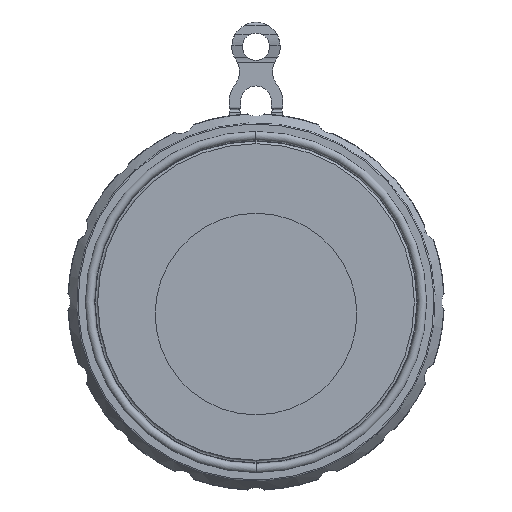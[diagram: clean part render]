
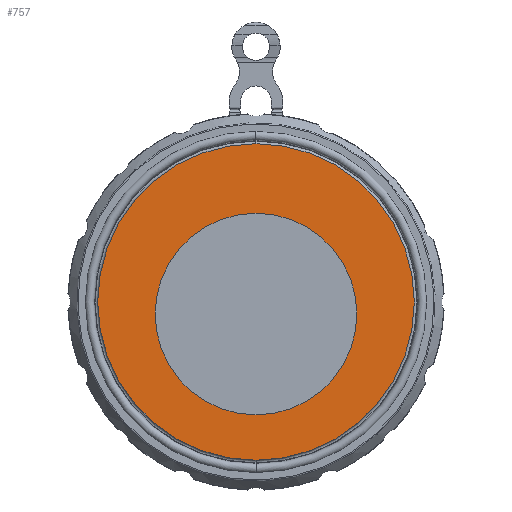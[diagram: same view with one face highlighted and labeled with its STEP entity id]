
A CAD part, left-side view. The second image highlights one B-rep face of the part: STEP entity #757.
In plain terms, the highlighted planar face has unit normal (-1, 0, 0).
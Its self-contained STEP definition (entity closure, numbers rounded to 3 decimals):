
#757=ADVANCED_FACE('',(#1813,#1814),#1815,.T.);
#1813=FACE_BOUND('',#3180,.T.);
#1814=FACE_OUTER_BOUND('',#3181,.T.);
#1815=PLANE('',#3182);
#3180=EDGE_LOOP('',(#5423,#5424));
#3181=EDGE_LOOP('',(#5425,#5426));
#3182=AXIS2_PLACEMENT_3D('',#5427,#5428,#5429);
#5423=ORIENTED_EDGE('',*,*,#8960,.T.);
#5424=ORIENTED_EDGE('',*,*,#9101,.T.);
#5425=ORIENTED_EDGE('',*,*,#8955,.T.);
#5426=ORIENTED_EDGE('',*,*,#9132,.T.);
#5427=CARTESIAN_POINT('',(-17.0,-61.198,25.349));
#5428=DIRECTION('',(-1.0,0.0,0.0));
#5429=DIRECTION('',(0.0,0.924,-0.383));
#8955=EDGE_CURVE('',#10985,#10988,#10990,.T.);
#8960=EDGE_CURVE('',#10993,#10997,#10999,.T.);
#9101=EDGE_CURVE('',#10997,#10993,#11210,.T.);
#9132=EDGE_CURVE('',#10988,#10985,#11257,.T.);
#10985=VERTEX_POINT('',#15694);
#10988=VERTEX_POINT('',#15698);
#10990=CIRCLE('',#15701,117.75);
#10993=VERTEX_POINT('',#15704);
#10997=VERTEX_POINT('',#15709);
#10999=CIRCLE('',#15712,75.0);
#11210=CIRCLE('',#16483,75.0);
#11257=CIRCLE('',#16750,117.75);
#15694=CARTESIAN_POINT('',(-17.0,0.0,-117.75));
#15698=CARTESIAN_POINT('',(-17.0,0.,117.75));
#15701=AXIS2_PLACEMENT_3D('',#20822,#20823,#20824);
#15704=CARTESIAN_POINT('',(-17.0,0.0,-84.0));
#15709=CARTESIAN_POINT('',(-17.0,0.,66.0));
#15712=AXIS2_PLACEMENT_3D('',#20830,#20831,#20832);
#16483=AXIS2_PLACEMENT_3D('',#20980,#20981,#20982);
#16750=AXIS2_PLACEMENT_3D('',#21021,#21022,#21023);
#20822=CARTESIAN_POINT('',(-17.0,0.0,0.0));
#20823=DIRECTION('',(-1.0,0.0,0.0));
#20824=DIRECTION('',(0.0,0.0,-1.0));
#20830=CARTESIAN_POINT('',(-17.0,0.0,-9.0));
#20831=DIRECTION('',(1.0,-0.0,0.0));
#20832=DIRECTION('',(0.0,0.0,-1.0));
#20980=CARTESIAN_POINT('',(-17.0,0.0,-9.0));
#20981=DIRECTION('',(1.0,-0.0,0.0));
#20982=DIRECTION('',(0.0,0.0,-1.0));
#21021=CARTESIAN_POINT('',(-17.0,0.0,0.0));
#21022=DIRECTION('',(-1.0,0.0,0.0));
#21023=DIRECTION('',(0.0,0.0,-1.0));
